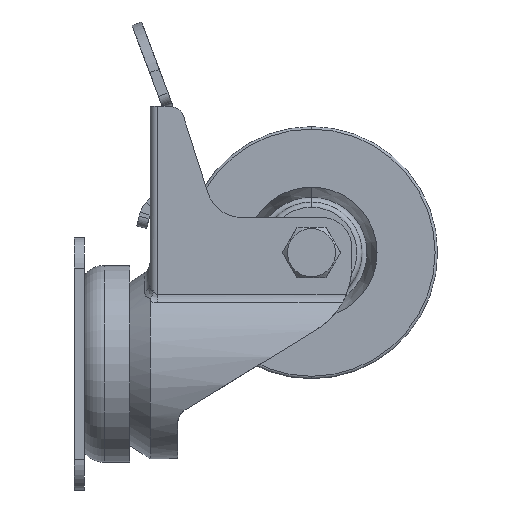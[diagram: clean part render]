
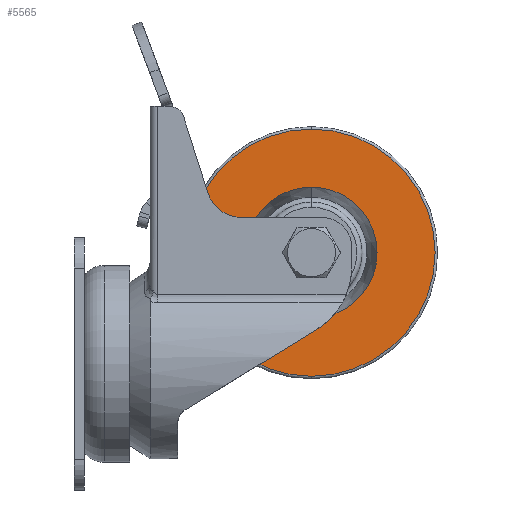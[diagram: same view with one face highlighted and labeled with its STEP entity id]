
A CAD part, left-side view. The second image highlights one B-rep face of the part: STEP entity #5565.
In plain terms, the highlighted face is planar.
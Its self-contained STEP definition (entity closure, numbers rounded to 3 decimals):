
#623 = AXIS2_PLACEMENT_3D ( 'NONE', #2751, #4418, #3527 ) ;
#767 = CARTESIAN_POINT ( 'NONE',  ( -24.5, 0., -8. ) ) ;
#890 = DIRECTION ( 'NONE',  ( 1., 0., 0. ) ) ;
#935 = EDGE_CURVE ( 'NONE', #6616, #1852, #7977, .T. ) ;
#1025 = CARTESIAN_POINT ( 'NONE',  ( 13., 0., -8. ) ) ;
#1456 = DIRECTION ( 'NONE',  ( 1., 0., 0. ) ) ;
#1808 = CARTESIAN_POINT ( 'NONE',  ( 0., 0., -8. ) ) ;
#1852 = VERTEX_POINT ( 'NONE', #767 ) ;
#2216 = CIRCLE ( 'NONE', #9679, 24.5 ) ;
#2453 = CARTESIAN_POINT ( 'NONE',  ( 0., 0., -8. ) ) ;
#2664 = EDGE_LOOP ( 'NONE', ( #5214, #8866 ) ) ;
#2749 = DIRECTION ( 'NONE',  ( 0., 0., -1. ) ) ;
#2751 = CARTESIAN_POINT ( 'NONE',  ( 0., 0., -8. ) ) ;
#2996 = EDGE_LOOP ( 'NONE', ( #6031, #9467 ) ) ;
#3360 = DIRECTION ( 'NONE',  ( 1., 0., 0. ) ) ;
#3511 = VERTEX_POINT ( 'NONE', #1025 ) ;
#3527 = DIRECTION ( 'NONE',  ( 1., 0., 0. ) ) ;
#3949 = FACE_OUTER_BOUND ( 'NONE', #2996, .T. ) ;
#3987 = CIRCLE ( 'NONE', #623, 13. ) ;
#4207 = CARTESIAN_POINT ( 'NONE',  ( 0., 0., -8. ) ) ;
#4418 = DIRECTION ( 'NONE',  ( 0., 0., 1. ) ) ;
#4517 = EDGE_CURVE ( 'NONE', #1852, #6616, #2216, .T. ) ;
#5181 = CARTESIAN_POINT ( 'NONE',  ( -13., 0., -8. ) ) ;
#5214 = ORIENTED_EDGE ( 'NONE', *, *, #6512, .T. ) ;
#5565 = ADVANCED_FACE ( 'NONE', ( #3949, #8357 ), #5640, .F. ) ;
#5640 = PLANE ( 'NONE',  #7740 ) ;
#5851 = DIRECTION ( 'NONE',  ( 0., 0., 1. ) ) ;
#5885 = DIRECTION ( 'NONE',  ( 0., 0., 1. ) ) ;
#6031 = ORIENTED_EDGE ( 'NONE', *, *, #935, .T. ) ;
#6160 = DIRECTION ( 'NONE',  ( 1., 0., 0. ) ) ;
#6512 = EDGE_CURVE ( 'NONE', #3511, #7137, #9855, .T. ) ;
#6616 = VERTEX_POINT ( 'NONE', #8912 ) ;
#6694 = CARTESIAN_POINT ( 'NONE',  ( 0., 0., -8. ) ) ;
#7137 = VERTEX_POINT ( 'NONE', #5181 ) ;
#7740 = AXIS2_PLACEMENT_3D ( 'NONE', #2453, #5851, #1456 ) ;
#7977 = CIRCLE ( 'NONE', #10298, 24.5 ) ;
#8357 = FACE_BOUND ( 'NONE', #2664, .T. ) ;
#8844 = EDGE_CURVE ( 'NONE', #7137, #3511, #3987, .T. ) ;
#8866 = ORIENTED_EDGE ( 'NONE', *, *, #8844, .T. ) ;
#8912 = CARTESIAN_POINT ( 'NONE',  ( 24.5, 0., -8. ) ) ;
#9234 = DIRECTION ( 'NONE',  ( 0., 0., -1. ) ) ;
#9467 = ORIENTED_EDGE ( 'NONE', *, *, #4517, .T. ) ;
#9679 = AXIS2_PLACEMENT_3D ( 'NONE', #6694, #9234, #890 ) ;
#9855 = CIRCLE ( 'NONE', #10218, 13. ) ;
#10218 = AXIS2_PLACEMENT_3D ( 'NONE', #4207, #5885, #3360 ) ;
#10298 = AXIS2_PLACEMENT_3D ( 'NONE', #1808, #2749, #6160 ) ;
